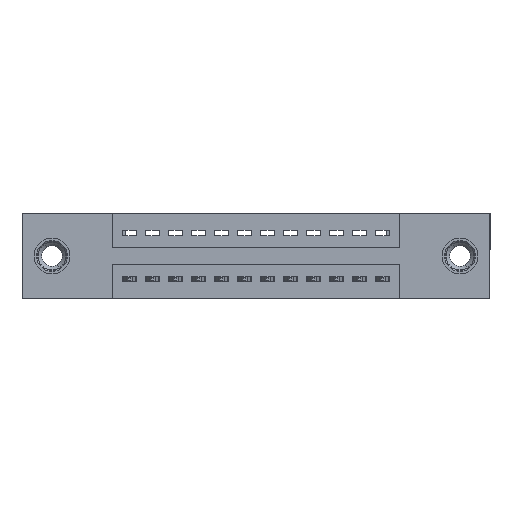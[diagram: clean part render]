
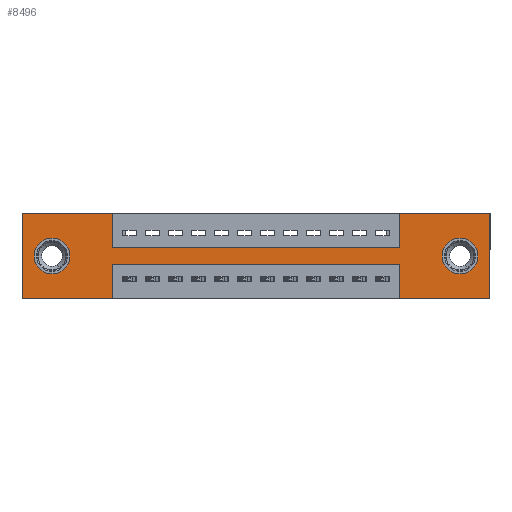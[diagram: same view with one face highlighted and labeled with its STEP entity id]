
A CAD part, front view. The second image highlights one B-rep face of the part: STEP entity #8496.
In plain terms, the highlighted planar face has unit normal (0, -1, 0).
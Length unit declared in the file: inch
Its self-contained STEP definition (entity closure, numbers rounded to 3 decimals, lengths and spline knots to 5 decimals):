
#169 = ORIENTED_EDGE ( 'NONE', *, *, #12160, .F. ) ;
#386 = CARTESIAN_POINT ( 'NONE',  ( 1.6425, 0., -0.37 ) ) ;
#526 = DIRECTION ( 'NONE',  ( 0., 0., 1. ) ) ;
#673 = VERTEX_POINT ( 'NONE', #911 ) ;
#911 = CARTESIAN_POINT ( 'NONE',  ( 0.3925, 0., -0.15 ) ) ;
#914 = PLANE ( 'NONE',  #8947 ) ;
#976 = EDGE_CURVE ( 'NONE', #13588, #4101, #10460, .T. ) ;
#981 = EDGE_CURVE ( 'NONE', #14273, #2193, #7544, .T. ) ;
#983 = AXIS2_PLACEMENT_3D ( 'NONE', #6632, #1812, #14836 ) ;
#1044 = DIRECTION ( 'NONE',  ( -1., 0., 0. ) ) ;
#1108 = EDGE_LOOP ( 'NONE', ( #14420, #2257 ) ) ;
#1176 = EDGE_CURVE ( 'NONE', #4101, #14936, #2583, .T. ) ;
#1179 = LINE ( 'NONE', #1649, #8162 ) ;
#1275 = LINE ( 'NONE', #7573, #8058 ) ;
#1315 = LINE ( 'NONE', #9598, #9907 ) ;
#1397 = DIRECTION ( 'NONE',  ( 0., 0., -1. ) ) ;
#1649 = CARTESIAN_POINT ( 'NONE',  ( 0.3925, 0., -0.37 ) ) ;
#1728 = EDGE_CURVE ( 'NONE', #13199, #11803, #10064, .T. ) ;
#1812 = DIRECTION ( 'NONE',  ( 0., 1., 0. ) ) ;
#1853 = CARTESIAN_POINT ( 'NONE',  ( 0.3925, 0., -0.37 ) ) ;
#1887 = ORIENTED_EDGE ( 'NONE', *, *, #1728, .F. ) ;
#1897 = CARTESIAN_POINT ( 'NONE',  ( 0., 0., -0.37 ) ) ;
#1929 = ORIENTED_EDGE ( 'NONE', *, *, #13622, .F. ) ;
#1945 = CARTESIAN_POINT ( 'NONE',  ( 0., 0., 0. ) ) ;
#1990 = DIRECTION ( 'NONE',  ( 1., 0., 0. ) ) ;
#2010 = ORIENTED_EDGE ( 'NONE', *, *, #12132, .F. ) ;
#2193 = VERTEX_POINT ( 'NONE', #14609 ) ;
#2210 = VECTOR ( 'NONE', #3182, 39.37008 ) ;
#2218 = VECTOR ( 'NONE', #13351, 39.37008 ) ;
#2257 = ORIENTED_EDGE ( 'NONE', *, *, #6986, .T. ) ;
#2583 = LINE ( 'NONE', #11165, #2218 ) ;
#2774 = VECTOR ( 'NONE', #4937, 39.37008 ) ;
#2855 = CARTESIAN_POINT ( 'NONE',  ( 0.13, 0., -0.107 ) ) ;
#2921 = CARTESIAN_POINT ( 'NONE',  ( 1.6425, 0., 0. ) ) ;
#3135 = VECTOR ( 'NONE', #1990, 39.37008 ) ;
#3182 = DIRECTION ( 'NONE',  ( 1., 0., 0. ) ) ;
#3517 = DIRECTION ( 'NONE',  ( 0., 0., 1. ) ) ;
#3599 = AXIS2_PLACEMENT_3D ( 'NONE', #6031, #11041, #526 ) ;
#3735 = ORIENTED_EDGE ( 'NONE', *, *, #4830, .F. ) ;
#3825 = FACE_OUTER_BOUND ( 'NONE', #8157, .T. ) ;
#4022 = ORIENTED_EDGE ( 'NONE', *, *, #10451, .F. ) ;
#4101 = VERTEX_POINT ( 'NONE', #6780 ) ;
#4116 = CARTESIAN_POINT ( 'NONE',  ( 1.6425, 0., -0.15 ) ) ;
#4274 = CARTESIAN_POINT ( 'NONE',  ( 0., 0., 0. ) ) ;
#4362 = DIRECTION ( 'NONE',  ( 0., 1., 0. ) ) ;
#4380 = FACE_BOUND ( 'NONE', #6469, .T. ) ;
#4634 = ORIENTED_EDGE ( 'NONE', *, *, #8064, .F. ) ;
#4672 = VECTOR ( 'NONE', #1044, 39.37008 ) ;
#4719 = ORIENTED_EDGE ( 'NONE', *, *, #11728, .F. ) ;
#4830 = EDGE_CURVE ( 'NONE', #14936, #14944, #4877, .T. ) ;
#4877 = LINE ( 'NONE', #12892, #4672 ) ;
#4937 = DIRECTION ( 'NONE',  ( 0., 0., 1. ) ) ;
#5048 = CARTESIAN_POINT ( 'NONE',  ( 0.3925, 0., -0.22 ) ) ;
#5745 = ORIENTED_EDGE ( 'NONE', *, *, #13817, .F. ) ;
#5765 = VECTOR ( 'NONE', #8681, 39.37008 ) ;
#6031 = CARTESIAN_POINT ( 'NONE',  ( 0.13, 0., -0.185 ) ) ;
#6355 = DIRECTION ( 'NONE',  ( 0., 0., -1. ) ) ;
#6432 = VECTOR ( 'NONE', #1397, 39.37008 ) ;
#6469 = EDGE_LOOP ( 'NONE', ( #6590, #9594 ) ) ;
#6496 = VECTOR ( 'NONE', #6778, 39.37008 ) ;
#6590 = ORIENTED_EDGE ( 'NONE', *, *, #12665, .T. ) ;
#6632 = CARTESIAN_POINT ( 'NONE',  ( 0.13, 0., -0.185 ) ) ;
#6641 = CIRCLE ( 'NONE', #3599, 0.078 ) ;
#6694 = VERTEX_POINT ( 'NONE', #14456 ) ;
#6723 = DIRECTION ( 'NONE',  ( 0., 0., -1. ) ) ;
#6778 = DIRECTION ( 'NONE',  ( 0., 0., 1. ) ) ;
#6780 = CARTESIAN_POINT ( 'NONE',  ( 2.035, 0., 0. ) ) ;
#6986 = EDGE_CURVE ( 'NONE', #8140, #10465, #6641, .T. ) ;
#7255 = CARTESIAN_POINT ( 'NONE',  ( 0.3925, 0., 0. ) ) ;
#7340 = VECTOR ( 'NONE', #3517, 39.37008 ) ;
#7370 = CIRCLE ( 'NONE', #10067, 0.078 ) ;
#7440 = VERTEX_POINT ( 'NONE', #1853 ) ;
#7544 = CIRCLE ( 'NONE', #9343, 0.078 ) ;
#7573 = CARTESIAN_POINT ( 'NONE',  ( 0., 0., -0.37 ) ) ;
#7850 = VERTEX_POINT ( 'NONE', #14508 ) ;
#7981 = CARTESIAN_POINT ( 'NONE',  ( 1.6425, 0., -0.37 ) ) ;
#8058 = VECTOR ( 'NONE', #11080, 39.37008 ) ;
#8064 = EDGE_CURVE ( 'NONE', #14944, #6694, #10877, .T. ) ;
#8140 = VERTEX_POINT ( 'NONE', #14818 ) ;
#8157 = EDGE_LOOP ( 'NONE', ( #4022, #4719, #4634, #3735, #8987, #8702, #2010, #169, #12941, #1887, #5745, #1929 ) ) ;
#8162 = VECTOR ( 'NONE', #10844, 39.37008 ) ;
#8465 = LINE ( 'NONE', #11863, #2774 ) ;
#8496 = ADVANCED_FACE ( 'NONE', ( #4380, #12432, #3825 ), #914, .T. ) ;
#8681 = DIRECTION ( 'NONE',  ( -1., 0., 0. ) ) ;
#8702 = ORIENTED_EDGE ( 'NONE', *, *, #976, .F. ) ;
#8721 = CARTESIAN_POINT ( 'NONE',  ( 1.905, 0., -0.185 ) ) ;
#8947 = AXIS2_PLACEMENT_3D ( 'NONE', #12581, #14363, #14868 ) ;
#8987 = ORIENTED_EDGE ( 'NONE', *, *, #1176, .F. ) ;
#9343 = AXIS2_PLACEMENT_3D ( 'NONE', #11339, #4362, #6723 ) ;
#9528 = LINE ( 'NONE', #7255, #6432 ) ;
#9594 = ORIENTED_EDGE ( 'NONE', *, *, #981, .T. ) ;
#9598 = CARTESIAN_POINT ( 'NONE',  ( 0.3925, 0., -0.15 ) ) ;
#9907 = VECTOR ( 'NONE', #11810, 39.37008 ) ;
#10064 = LINE ( 'NONE', #4274, #2210 ) ;
#10067 = AXIS2_PLACEMENT_3D ( 'NONE', #8721, #14501, #6355 ) ;
#10451 = EDGE_CURVE ( 'NONE', #7850, #7440, #1179, .T. ) ;
#10460 = LINE ( 'NONE', #1945, #3135 ) ;
#10465 = VERTEX_POINT ( 'NONE', #2855 ) ;
#10723 = VERTEX_POINT ( 'NONE', #4116 ) ;
#10785 = CARTESIAN_POINT ( 'NONE',  ( 0., 0., 0. ) ) ;
#10844 = DIRECTION ( 'NONE',  ( 0., 0., -1. ) ) ;
#10877 = LINE ( 'NONE', #7981, #6496 ) ;
#11041 = DIRECTION ( 'NONE',  ( 0., 1., 0. ) ) ;
#11045 = CARTESIAN_POINT ( 'NONE',  ( 2.035, 0., -0.37 ) ) ;
#11080 = DIRECTION ( 'NONE',  ( -1., 0., 0. ) ) ;
#11165 = CARTESIAN_POINT ( 'NONE',  ( 2.035, 0., 0. ) ) ;
#11339 = CARTESIAN_POINT ( 'NONE',  ( 1.905, 0., -0.185 ) ) ;
#11611 = CARTESIAN_POINT ( 'NONE',  ( 0.3925, 0., 0. ) ) ;
#11728 = EDGE_CURVE ( 'NONE', #6694, #7850, #14206, .T. ) ;
#11803 = VERTEX_POINT ( 'NONE', #11611 ) ;
#11810 = DIRECTION ( 'NONE',  ( 1., 0., 0. ) ) ;
#11863 = CARTESIAN_POINT ( 'NONE',  ( 1.6425, 0., 0. ) ) ;
#11996 = CARTESIAN_POINT ( 'NONE',  ( 1.905, 0., -0.263 ) ) ;
#12132 = EDGE_CURVE ( 'NONE', #10723, #13588, #8465, .T. ) ;
#12160 = EDGE_CURVE ( 'NONE', #673, #10723, #1315, .T. ) ;
#12432 = FACE_BOUND ( 'NONE', #1108, .T. ) ;
#12532 = CARTESIAN_POINT ( 'NONE',  ( 0., 0., 0. ) ) ;
#12581 = CARTESIAN_POINT ( 'NONE',  ( 0., 0., -0.37 ) ) ;
#12665 = EDGE_CURVE ( 'NONE', #2193, #14273, #7370, .T. ) ;
#12892 = CARTESIAN_POINT ( 'NONE',  ( 0., 0., -0.37 ) ) ;
#12941 = ORIENTED_EDGE ( 'NONE', *, *, #13293, .F. ) ;
#13199 = VERTEX_POINT ( 'NONE', #10785 ) ;
#13293 = EDGE_CURVE ( 'NONE', #11803, #673, #9528, .T. ) ;
#13351 = DIRECTION ( 'NONE',  ( 0., 0., -1. ) ) ;
#13588 = VERTEX_POINT ( 'NONE', #2921 ) ;
#13622 = EDGE_CURVE ( 'NONE', #7440, #15146, #1275, .T. ) ;
#13817 = EDGE_CURVE ( 'NONE', #15146, #13199, #14484, .T. ) ;
#14206 = LINE ( 'NONE', #5048, #5765 ) ;
#14273 = VERTEX_POINT ( 'NONE', #11996 ) ;
#14363 = DIRECTION ( 'NONE',  ( 0., -1., 0. ) ) ;
#14413 = EDGE_CURVE ( 'NONE', #10465, #8140, #15044, .T. ) ;
#14420 = ORIENTED_EDGE ( 'NONE', *, *, #14413, .T. ) ;
#14456 = CARTESIAN_POINT ( 'NONE',  ( 1.6425, 0., -0.22 ) ) ;
#14484 = LINE ( 'NONE', #12532, #7340 ) ;
#14501 = DIRECTION ( 'NONE',  ( 0., 1., 0. ) ) ;
#14508 = CARTESIAN_POINT ( 'NONE',  ( 0.3925, 0., -0.22 ) ) ;
#14609 = CARTESIAN_POINT ( 'NONE',  ( 1.905, 0., -0.107 ) ) ;
#14818 = CARTESIAN_POINT ( 'NONE',  ( 0.13, 0., -0.263 ) ) ;
#14836 = DIRECTION ( 'NONE',  ( 0., 0., 1. ) ) ;
#14868 = DIRECTION ( 'NONE',  ( 0., 0., -1. ) ) ;
#14936 = VERTEX_POINT ( 'NONE', #11045 ) ;
#14944 = VERTEX_POINT ( 'NONE', #386 ) ;
#15044 = CIRCLE ( 'NONE', #983, 0.078 ) ;
#15146 = VERTEX_POINT ( 'NONE', #1897 ) ;
